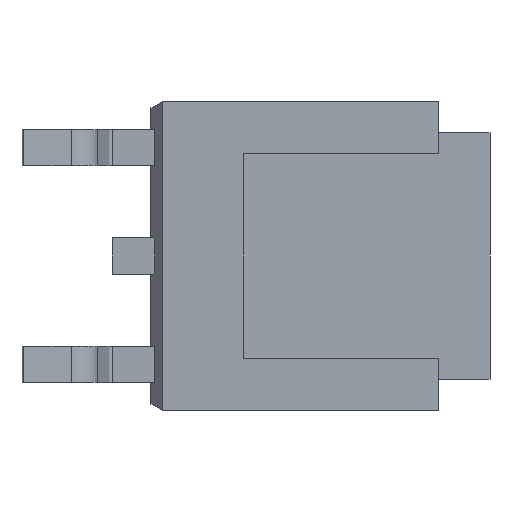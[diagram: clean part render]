
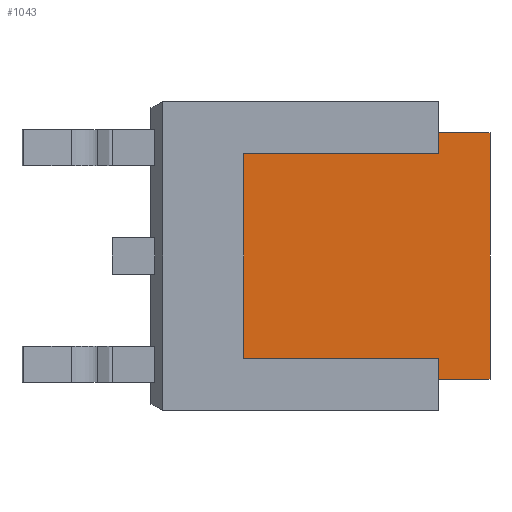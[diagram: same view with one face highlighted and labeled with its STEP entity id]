
A CAD part, front view. The second image highlights one B-rep face of the part: STEP entity #1043.
In plain terms, the highlighted planar face has unit normal (0, -1, 0).
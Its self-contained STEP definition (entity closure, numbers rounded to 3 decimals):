
#46 = DIRECTION ( 'NONE',  ( 0., 0., -1. ) ) ;
#76 = ORIENTED_EDGE ( 'NONE', *, *, #797, .T. ) ;
#104 = VECTOR ( 'NONE', #1207, 1000. ) ;
#150 = VERTEX_POINT ( 'NONE', #271 ) ;
#204 = DIRECTION ( 'NONE',  ( 1., 0., 0. ) ) ;
#216 = CARTESIAN_POINT ( 'NONE',  ( 4.952, 0., 0. ) ) ;
#233 = VERTEX_POINT ( 'NONE', #1698 ) ;
#253 = LINE ( 'NONE', #713, #1705 ) ;
#271 = CARTESIAN_POINT ( 'NONE',  ( 3.872, 0., 2.16 ) ) ;
#280 = CARTESIAN_POINT ( 'NONE',  ( 3.872, 0., 0. ) ) ;
#309 = VERTEX_POINT ( 'NONE', #457 ) ;
#311 = EDGE_CURVE ( 'NONE', #1195, #150, #253, .T. ) ;
#312 = VERTEX_POINT ( 'NONE', #1582 ) ;
#329 = LINE ( 'NONE', #280, #1438 ) ;
#350 = CARTESIAN_POINT ( 'NONE',  ( 0., 0., -2.603 ) ) ;
#366 = CARTESIAN_POINT ( 'NONE',  ( -0.258, 0., 2.16 ) ) ;
#374 = EDGE_LOOP ( 'NONE', ( #1547, #1422, #76, #1578, #763, #1627, #1040, #608 ) ) ;
#381 = CARTESIAN_POINT ( 'NONE',  ( 0., 0., 2.603 ) ) ;
#411 = DIRECTION ( 'NONE',  ( 0., -1., 0. ) ) ;
#413 = DIRECTION ( 'NONE',  ( 0., 0., -1. ) ) ;
#432 = VERTEX_POINT ( 'NONE', #541 ) ;
#457 = CARTESIAN_POINT ( 'NONE',  ( -0.258, 0., -2.16 ) ) ;
#460 = EDGE_CURVE ( 'NONE', #233, #1195, #792, .T. ) ;
#541 = CARTESIAN_POINT ( 'NONE',  ( 4.952, 0., -2.603 ) ) ;
#597 = LINE ( 'NONE', #1016, #1133 ) ;
#608 = ORIENTED_EDGE ( 'NONE', *, *, #1759, .T. ) ;
#632 = VECTOR ( 'NONE', #204, 1000. ) ;
#642 = DIRECTION ( 'NONE',  ( -1., 0., 0. ) ) ;
#706 = DIRECTION ( 'NONE',  ( 1., 0., 0. ) ) ;
#710 = EDGE_CURVE ( 'NONE', #1385, #312, #329, .T. ) ;
#711 = VECTOR ( 'NONE', #960, 1000. ) ;
#713 = CARTESIAN_POINT ( 'NONE',  ( 3.872, 0., 0. ) ) ;
#759 = AXIS2_PLACEMENT_3D ( 'NONE', #1527, #411, #706 ) ;
#763 = ORIENTED_EDGE ( 'NONE', *, *, #460, .T. ) ;
#792 = LINE ( 'NONE', #381, #104 ) ;
#797 = EDGE_CURVE ( 'NONE', #312, #432, #1798, .T. ) ;
#960 = DIRECTION ( 'NONE',  ( 0., 0., -1. ) ) ;
#1016 = CARTESIAN_POINT ( 'NONE',  ( 0., 0., -2.16 ) ) ;
#1020 = FACE_OUTER_BOUND ( 'NONE', #374, .T. ) ;
#1040 = ORIENTED_EDGE ( 'NONE', *, *, #1187, .T. ) ;
#1042 = LINE ( 'NONE', #1470, #1379 ) ;
#1043 = ADVANCED_FACE ( 'NONE', ( #1020 ), #1818, .T. ) ;
#1133 = VECTOR ( 'NONE', #1599, 1000. ) ;
#1165 = CARTESIAN_POINT ( 'NONE',  ( 3.872, 0., -2.16 ) ) ;
#1187 = EDGE_CURVE ( 'NONE', #150, #1224, #1042, .T. ) ;
#1195 = VERTEX_POINT ( 'NONE', #1348 ) ;
#1207 = DIRECTION ( 'NONE',  ( -1., 0., 0. ) ) ;
#1224 = VERTEX_POINT ( 'NONE', #366 ) ;
#1348 = CARTESIAN_POINT ( 'NONE',  ( 3.872, 0., 2.603 ) ) ;
#1357 = LINE ( 'NONE', #216, #1443 ) ;
#1379 = VECTOR ( 'NONE', #642, 1000. ) ;
#1385 = VERTEX_POINT ( 'NONE', #1165 ) ;
#1391 = CARTESIAN_POINT ( 'NONE',  ( -0.258, 0., 0. ) ) ;
#1408 = EDGE_CURVE ( 'NONE', #309, #1385, #597, .T. ) ;
#1422 = ORIENTED_EDGE ( 'NONE', *, *, #710, .T. ) ;
#1438 = VECTOR ( 'NONE', #413, 1000. ) ;
#1443 = VECTOR ( 'NONE', #1616, 1000. ) ;
#1470 = CARTESIAN_POINT ( 'NONE',  ( 0., 0., 2.16 ) ) ;
#1491 = EDGE_CURVE ( 'NONE', #432, #233, #1357, .T. ) ;
#1527 = CARTESIAN_POINT ( 'NONE',  ( 0., 0., 0. ) ) ;
#1547 = ORIENTED_EDGE ( 'NONE', *, *, #1408, .T. ) ;
#1578 = ORIENTED_EDGE ( 'NONE', *, *, #1491, .T. ) ;
#1582 = CARTESIAN_POINT ( 'NONE',  ( 3.872, 0., -2.603 ) ) ;
#1591 = LINE ( 'NONE', #1391, #711 ) ;
#1599 = DIRECTION ( 'NONE',  ( 1., 0., 0. ) ) ;
#1616 = DIRECTION ( 'NONE',  ( 0., 0., 1. ) ) ;
#1627 = ORIENTED_EDGE ( 'NONE', *, *, #311, .T. ) ;
#1698 = CARTESIAN_POINT ( 'NONE',  ( 4.952, 0., 2.603 ) ) ;
#1705 = VECTOR ( 'NONE', #46, 1000. ) ;
#1759 = EDGE_CURVE ( 'NONE', #1224, #309, #1591, .T. ) ;
#1798 = LINE ( 'NONE', #350, #632 ) ;
#1818 = PLANE ( 'NONE',  #759 ) ;
